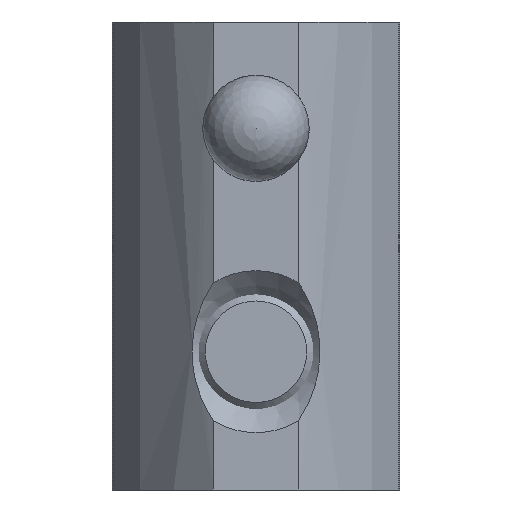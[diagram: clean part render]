
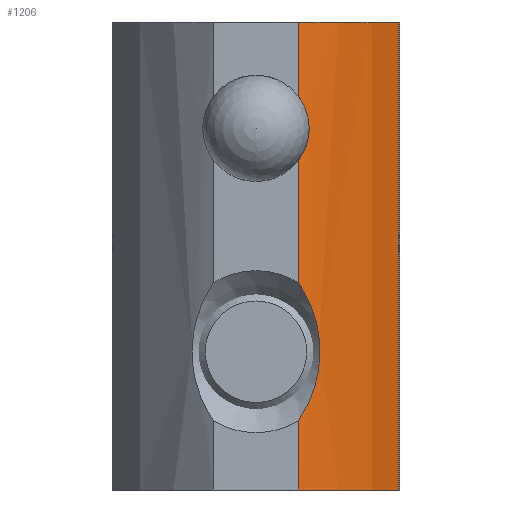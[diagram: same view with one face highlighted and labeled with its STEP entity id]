
A CAD part, left-side view. The second image highlights one B-rep face of the part: STEP entity #1206.
In plain terms, the highlighted cylindrical face has radius 15 mm (diameter 30 mm), a partial arc.
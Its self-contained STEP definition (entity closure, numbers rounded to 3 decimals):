
#112=FACE_OUTER_BOUND('',#183,.T.);
#183=EDGE_LOOP('',(#822,#823,#824,#825,#826,#827,#828,#829,#830));
#262=CIRCLE('',#1377,15.);
#263=CIRCLE('',#1378,15.);
#323=LINE('',#1907,#415);
#324=LINE('',#1924,#416);
#325=LINE('',#1928,#417);
#326=LINE('',#1932,#418);
#415=VECTOR('',#1523,1000.);
#416=VECTOR('',#1524,1000.);
#417=VECTOR('',#1527,1000.);
#418=VECTOR('',#1530,1000.);
#507=B_SPLINE_CURVE_WITH_KNOTS('',3,(#1900,#1901,#1902,#1903,#1904,#1905),
 .UNSPECIFIED.,.F.,.F.,(4,2,4),(-0.16,-0.095,0.),
 .UNSPECIFIED.);
#508=B_SPLINE_CURVE_WITH_KNOTS('',3,(#1909,#1910,#1911,#1912,#1913,#1914,
#1915,#1916,#1917,#1918,#1919,#1920,#1921,#1922),.UNSPECIFIED.,.F.,.F.,
(4,2,2,2,2,2,4),(-1.96,-1.855,-1.738,-1.621,
-1.504,-1.387,-1.281),.UNSPECIFIED.);
#509=B_SPLINE_CURVE_WITH_KNOTS('',3,(#1933,#1934,#1935,#1936,#1937,#1938),
 .UNSPECIFIED.,.F.,.F.,(4,2,4),(0.,0.095,0.16),
 .UNSPECIFIED.);
#521=VERTEX_POINT('',#1898);
#522=VERTEX_POINT('',#1899);
#523=VERTEX_POINT('',#1906);
#524=VERTEX_POINT('',#1908);
#525=VERTEX_POINT('',#1923);
#526=VERTEX_POINT('',#1925);
#527=VERTEX_POINT('',#1927);
#528=VERTEX_POINT('',#1929);
#529=VERTEX_POINT('',#1931);
#639=EDGE_CURVE('',#521,#522,#507,.T.);
#640=EDGE_CURVE('',#523,#521,#323,.T.);
#641=EDGE_CURVE('',#524,#523,#508,.T.);
#642=EDGE_CURVE('',#525,#524,#324,.T.);
#643=EDGE_CURVE('',#526,#525,#262,.T.);
#644=EDGE_CURVE('',#526,#527,#325,.T.);
#645=EDGE_CURVE('',#527,#528,#263,.T.);
#646=EDGE_CURVE('',#529,#528,#326,.T.);
#647=EDGE_CURVE('',#522,#529,#509,.T.);
#822=ORIENTED_EDGE('',*,*,#639,.F.);
#823=ORIENTED_EDGE('',*,*,#640,.F.);
#824=ORIENTED_EDGE('',*,*,#641,.F.);
#825=ORIENTED_EDGE('',*,*,#642,.F.);
#826=ORIENTED_EDGE('',*,*,#643,.F.);
#827=ORIENTED_EDGE('',*,*,#644,.T.);
#828=ORIENTED_EDGE('',*,*,#645,.T.);
#829=ORIENTED_EDGE('',*,*,#646,.F.);
#830=ORIENTED_EDGE('',*,*,#647,.F.);
#1188=CYLINDRICAL_SURFACE('',#1376,15.);
#1206=ADVANCED_FACE('',(#112),#1188,.T.);
#1376=AXIS2_PLACEMENT_3D('',#1897,#1521,#1522);
#1377=AXIS2_PLACEMENT_3D('',#1926,#1525,#1526);
#1378=AXIS2_PLACEMENT_3D('',#1930,#1528,#1529);
#1521=DIRECTION('center_axis',(0.,-1.,0.));
#1522=DIRECTION('ref_axis',(0.,0.,-1.));
#1523=DIRECTION('',(0.,-1.,0.));
#1524=DIRECTION('',(0.,-1.,0.));
#1525=DIRECTION('center_axis',(0.,1.,0.));
#1526=DIRECTION('ref_axis',(1.,0.,0.));
#1527=DIRECTION('',(0.,-1.,0.));
#1528=DIRECTION('center_axis',(0.,1.,0.));
#1529=DIRECTION('ref_axis',(1.,0.,0.));
#1530=DIRECTION('',(0.,-1.,0.));
#1897=CARTESIAN_POINT('Origin',(-12.108,6.5,-6.854));
#1898=CARTESIAN_POINT('',(0.,-9.,2.));
#1899=CARTESIAN_POINT('',(-0.382,-10.5,2.5));
#1900=CARTESIAN_POINT('Ctrl Pts',(0.,-9.,
2.));
#1901=CARTESIAN_POINT('Ctrl Pts',(-0.091,-9.166,
2.124));
#1902=CARTESIAN_POINT('Ctrl Pts',(-0.174,-9.355,
2.233));
#1903=CARTESIAN_POINT('Ctrl Pts',(-0.331,-9.856,
2.437));
#1904=CARTESIAN_POINT('Ctrl Pts',(-0.382,-10.184,
2.5));
#1905=CARTESIAN_POINT('Ctrl Pts',(-0.382,-10.5,2.5));
#1906=CARTESIAN_POINT('',(0.,-3.241,2.));
#1907=CARTESIAN_POINT('',(0.,6.5,2.));
#1908=CARTESIAN_POINT('',(0.,3.241,2.));
#1909=CARTESIAN_POINT('Ctrl Pts',(0.,3.241,
2.));
#1910=CARTESIAN_POINT('Ctrl Pts',(-0.141,2.956,2.193));
#1911=CARTESIAN_POINT('Ctrl Pts',(-0.27,2.655,2.36));
#1912=CARTESIAN_POINT('Ctrl Pts',(-0.5,2.013,2.649));
#1913=CARTESIAN_POINT('Ctrl Pts',(-0.613,1.623,2.783));
#1914=CARTESIAN_POINT('Ctrl Pts',(-0.765,0.812,
2.962));
#1915=CARTESIAN_POINT('Ctrl Pts',(-0.803,0.39,
3.005));
#1916=CARTESIAN_POINT('Ctrl Pts',(-0.803,-0.39,
3.005));
#1917=CARTESIAN_POINT('Ctrl Pts',(-0.765,-0.812,
2.962));
#1918=CARTESIAN_POINT('Ctrl Pts',(-0.613,-1.623,
2.783));
#1919=CARTESIAN_POINT('Ctrl Pts',(-0.5,-2.013,
2.649));
#1920=CARTESIAN_POINT('Ctrl Pts',(-0.27,-2.655,
2.36));
#1921=CARTESIAN_POINT('Ctrl Pts',(-0.141,-2.956,
2.193));
#1922=CARTESIAN_POINT('Ctrl Pts',(0.,-3.241,
2.));
#1923=CARTESIAN_POINT('',(0.,6.5,2.));
#1924=CARTESIAN_POINT('',(0.,6.5,2.));
#1925=CARTESIAN_POINT('',(-5.686,6.5,6.702));
#1926=CARTESIAN_POINT('Origin',(-12.108,6.5,-6.854));
#1927=CARTESIAN_POINT('',(-5.686,-15.5,6.702));
#1928=CARTESIAN_POINT('',(-5.686,6.5,6.702));
#1929=CARTESIAN_POINT('',(0.,-15.5,2.));
#1930=CARTESIAN_POINT('Origin',(-12.108,-15.5,-6.854));
#1931=CARTESIAN_POINT('',(0.,-12.,2.));
#1932=CARTESIAN_POINT('',(0.,6.5,2.));
#1933=CARTESIAN_POINT('Ctrl Pts',(-0.382,-10.5,2.5));
#1934=CARTESIAN_POINT('Ctrl Pts',(-0.382,-10.816,
2.5));
#1935=CARTESIAN_POINT('Ctrl Pts',(-0.331,-11.144,
2.437));
#1936=CARTESIAN_POINT('Ctrl Pts',(-0.174,-11.645,
2.233));
#1937=CARTESIAN_POINT('Ctrl Pts',(-0.091,-11.834,
2.124));
#1938=CARTESIAN_POINT('Ctrl Pts',(0.,-12.,
2.));
